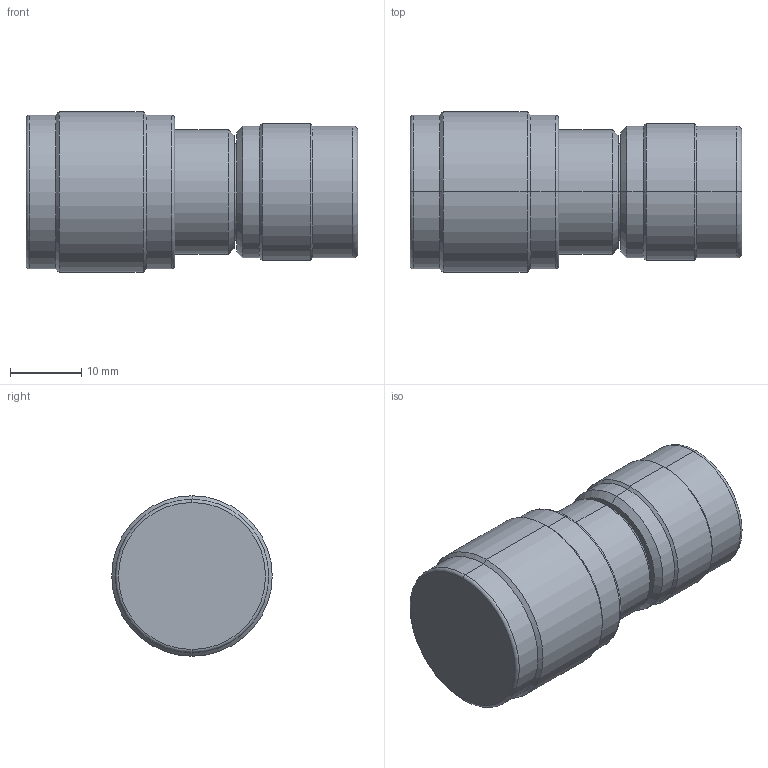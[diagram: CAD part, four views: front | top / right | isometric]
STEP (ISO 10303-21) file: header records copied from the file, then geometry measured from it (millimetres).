
FILE_DESCRIPTION (( 'STEP AP203' ), '1' );
FILE_NAME ('FMAD1326_3D.STEP', '2022-03-18T21:47:30', ( '' ), ( '' ), 'SwSTEP 2.0', 'SolidWorks 2021', '' );
FILE_SCHEMA (( 'CONFIG_CONTROL_DESIGN' ));
Length unit declared in the file: inch
Products named in the file (1): FMAD1326_3D
Bounding box: 46.74 x 22.61 x 22.61 mm (x, y, z)
Volume: 14907.2 mm3; surface area: 3876.4 mm2
Topology: 1 solids, 1 shells, 39 faces, 76 edges, 42 vertices
Faces by surface type: cylinder 16, cone 12, torus 6, plane 5
Entity records: 1069 total; most frequent: DIRECTION 204, CARTESIAN_POINT 158, ORIENTED_EDGE 152, AXIS2_PLACEMENT_3D 88, EDGE_CURVE 76, CIRCLE 48, EDGE_LOOP 42, VERTEX_POINT 42
